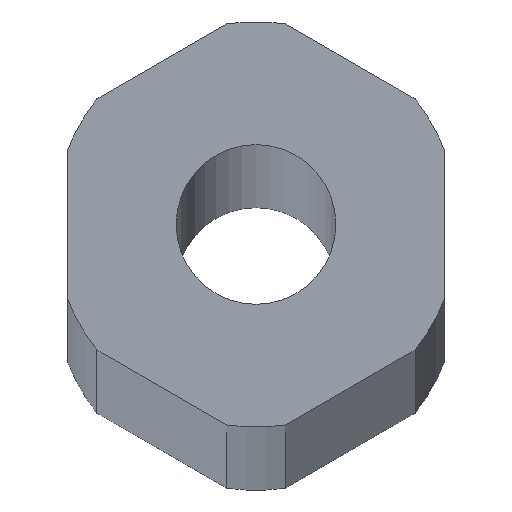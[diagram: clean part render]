
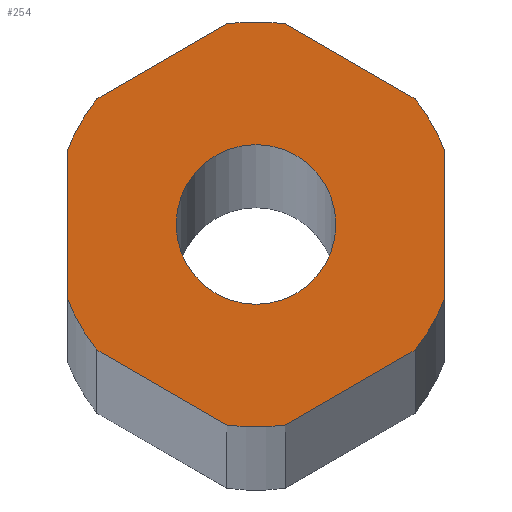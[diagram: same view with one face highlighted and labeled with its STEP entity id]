
A CAD part, top view. The second image highlights one B-rep face of the part: STEP entity #254.
In plain terms, the highlighted planar face has unit normal (0, 0, 1).
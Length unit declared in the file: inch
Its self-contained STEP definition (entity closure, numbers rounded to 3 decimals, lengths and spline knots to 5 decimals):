
#1 = CARTESIAN_POINT ( 'NONE',  ( -0.0795, 0., 18. ) ) ;
#2 = VERTEX_POINT ( 'NONE', #590 ) ;
#12 = EDGE_CURVE ( 'NONE', #229, #2, #533, .T. ) ;
#16 = CARTESIAN_POINT ( 'NONE',  ( 0.09375, -0.16238, 18. ) ) ;
#27 = DIRECTION ( 'NONE',  ( 1., 0., 0. ) ) ;
#39 = CARTESIAN_POINT ( 'NONE',  ( 0.0292, -0.19965, 18. ) ) ;
#43 = EDGE_LOOP ( 'NONE', ( #134, #482 ) ) ;
#44 = AXIS2_PLACEMENT_3D ( 'NONE', #322, #99, #278 ) ;
#49 = ORIENTED_EDGE ( 'NONE', *, *, #12, .T. ) ;
#50 = EDGE_CURVE ( 'NONE', #302, #229, #463, .T. ) ;
#62 = DIRECTION ( 'NONE',  ( 0., 0., 1. ) ) ;
#63 = DIRECTION ( 'NONE',  ( 0., 0., 1. ) ) ;
#67 = DIRECTION ( 'NONE',  ( 1., 0., 0. ) ) ;
#76 = LINE ( 'NONE', #434, #460 ) ;
#77 = EDGE_CURVE ( 'NONE', #178, #146, #76, .T. ) ;
#78 = CARTESIAN_POINT ( 'NONE',  ( -0.1875, 0., 18. ) ) ;
#82 = FACE_BOUND ( 'NONE', #43, .T. ) ;
#87 = VERTEX_POINT ( 'NONE', #258 ) ;
#89 = FACE_OUTER_BOUND ( 'NONE', #553, .T. ) ;
#99 = DIRECTION ( 'NONE',  ( 0., 0., 1. ) ) ;
#101 = DIRECTION ( 'NONE',  ( -0.866, 0.5, 0. ) ) ;
#112 = CIRCLE ( 'NONE', #255, 0.0795 ) ;
#121 = EDGE_CURVE ( 'NONE', #426, #87, #112, .T. ) ;
#124 = ORIENTED_EDGE ( 'NONE', *, *, #439, .T. ) ;
#126 = CARTESIAN_POINT ( 'NONE',  ( 0., 0., 18. ) ) ;
#134 = ORIENTED_EDGE ( 'NONE', *, *, #121, .F. ) ;
#140 = AXIS2_PLACEMENT_3D ( 'NONE', #126, #312, #445 ) ;
#141 = AXIS2_PLACEMENT_3D ( 'NONE', #503, #282, #193 ) ;
#145 = ORIENTED_EDGE ( 'NONE', *, *, #466, .T. ) ;
#146 = VERTEX_POINT ( 'NONE', #156 ) ;
#148 = CARTESIAN_POINT ( 'NONE',  ( 0.1583, -0.12511, 18. ) ) ;
#151 = CIRCLE ( 'NONE', #524, 0.20177 ) ;
#155 = EDGE_CURVE ( 'NONE', #365, #442, #475, .T. ) ;
#156 = CARTESIAN_POINT ( 'NONE',  ( 0.1875, 0.07454, 18. ) ) ;
#165 = DIRECTION ( 'NONE',  ( 0., 0., 1. ) ) ;
#167 = EDGE_CURVE ( 'NONE', #406, #468, #203, .T. ) ;
#178 = VERTEX_POINT ( 'NONE', #436 ) ;
#186 = EDGE_CURVE ( 'NONE', #468, #365, #381, .T. ) ;
#193 = DIRECTION ( 'NONE',  ( 1., 0., 0. ) ) ;
#196 = ORIENTED_EDGE ( 'NONE', *, *, #209, .T. ) ;
#199 = VECTOR ( 'NONE', #379, 39.37008 ) ;
#201 = DIRECTION ( 'NONE',  ( 1., 0., 0. ) ) ;
#203 = LINE ( 'NONE', #350, #226 ) ;
#209 = EDGE_CURVE ( 'NONE', #398, #406, #324, .T. ) ;
#211 = DIRECTION ( 'NONE',  ( 1., 0., 0. ) ) ;
#226 = VECTOR ( 'NONE', #389, 39.37008 ) ;
#229 = VERTEX_POINT ( 'NONE', #488 ) ;
#241 = ORIENTED_EDGE ( 'NONE', *, *, #391, .T. ) ;
#242 = CARTESIAN_POINT ( 'NONE',  ( 0.09375, 0.16238, 18. ) ) ;
#249 = DIRECTION ( 'NONE',  ( 0., 1., 0. ) ) ;
#254 = ADVANCED_FACE ( 'NONE', ( #82, #89 ), #579, .T. ) ;
#255 = AXIS2_PLACEMENT_3D ( 'NONE', #300, #432, #211 ) ;
#258 = CARTESIAN_POINT ( 'NONE',  ( 0.0795, 0., 18. ) ) ;
#259 = ORIENTED_EDGE ( 'NONE', *, *, #77, .T. ) ;
#262 = CARTESIAN_POINT ( 'NONE',  ( -0.0292, 0.19965, 18. ) ) ;
#264 = ORIENTED_EDGE ( 'NONE', *, *, #155, .T. ) ;
#265 = CIRCLE ( 'NONE', #44, 0.20177 ) ;
#275 = LINE ( 'NONE', #242, #473 ) ;
#278 = DIRECTION ( 'NONE',  ( 1., 0., 0. ) ) ;
#280 = CARTESIAN_POINT ( 'NONE',  ( -0.1583, -0.12511, 18. ) ) ;
#282 = DIRECTION ( 'NONE',  ( 0., 0., 1. ) ) ;
#283 = VECTOR ( 'NONE', #386, 39.37008 ) ;
#290 = DIRECTION ( 'NONE',  ( 1., 0., 0. ) ) ;
#291 = DIRECTION ( 'NONE',  ( 1., 0., 0. ) ) ;
#300 = CARTESIAN_POINT ( 'NONE',  ( 0., 0., 18. ) ) ;
#302 = VERTEX_POINT ( 'NONE', #262 ) ;
#312 = DIRECTION ( 'NONE',  ( 0., 0., 1. ) ) ;
#316 = CARTESIAN_POINT ( 'NONE',  ( 0., 0., 18. ) ) ;
#322 = CARTESIAN_POINT ( 'NONE',  ( 0., 0., 18. ) ) ;
#324 = CIRCLE ( 'NONE', #419, 0.20177 ) ;
#325 = CARTESIAN_POINT ( 'NONE',  ( -0.1875, -0.07454, 18. ) ) ;
#335 = ORIENTED_EDGE ( 'NONE', *, *, #552, .T. ) ;
#346 = CARTESIAN_POINT ( 'NONE',  ( 0., 0., 18. ) ) ;
#348 = EDGE_CURVE ( 'NONE', #2, #398, #575, .T. ) ;
#350 = CARTESIAN_POINT ( 'NONE',  ( -0.09375, -0.16238, 18. ) ) ;
#357 = DIRECTION ( 'NONE',  ( 0., -1., 0. ) ) ;
#362 = EDGE_CURVE ( 'NONE', #87, #426, #516, .T. ) ;
#365 = VERTEX_POINT ( 'NONE', #39 ) ;
#369 = CARTESIAN_POINT ( 'NONE',  ( -0.0292, -0.19965, 18. ) ) ;
#373 = CIRCLE ( 'NONE', #141, 0.20177 ) ;
#374 = CARTESIAN_POINT ( 'NONE',  ( 0.0292, 0.19965, 18. ) ) ;
#377 = DIRECTION ( 'NONE',  ( 0., 0., 1. ) ) ;
#379 = DIRECTION ( 'NONE',  ( -0.866, -0.5, 0. ) ) ;
#381 = CIRCLE ( 'NONE', #584, 0.20177 ) ;
#386 = DIRECTION ( 'NONE',  ( 0.866, 0.5, 0. ) ) ;
#389 = DIRECTION ( 'NONE',  ( 0.866, -0.5, 0. ) ) ;
#391 = EDGE_CURVE ( 'NONE', #532, #302, #265, .T. ) ;
#397 = DIRECTION ( 'NONE',  ( 0., 0., 1. ) ) ;
#398 = VERTEX_POINT ( 'NONE', #325 ) ;
#406 = VERTEX_POINT ( 'NONE', #280 ) ;
#419 = AXIS2_PLACEMENT_3D ( 'NONE', #567, #165, #201 ) ;
#424 = CARTESIAN_POINT ( 'NONE',  ( -0.09375, 0.16238, 18. ) ) ;
#426 = VERTEX_POINT ( 'NONE', #1 ) ;
#432 = DIRECTION ( 'NONE',  ( 0., 0., 1. ) ) ;
#434 = CARTESIAN_POINT ( 'NONE',  ( 0.1875, 0., 18. ) ) ;
#436 = CARTESIAN_POINT ( 'NONE',  ( 0.1875, -0.07454, 18. ) ) ;
#439 = EDGE_CURVE ( 'NONE', #573, #532, #275, .T. ) ;
#442 = VERTEX_POINT ( 'NONE', #148 ) ;
#445 = DIRECTION ( 'NONE',  ( 1., 0., 0. ) ) ;
#460 = VECTOR ( 'NONE', #249, 39.37008 ) ;
#463 = LINE ( 'NONE', #424, #199 ) ;
#466 = EDGE_CURVE ( 'NONE', #442, #178, #373, .T. ) ;
#468 = VERTEX_POINT ( 'NONE', #369 ) ;
#473 = VECTOR ( 'NONE', #101, 39.37008 ) ;
#475 = LINE ( 'NONE', #16, #283 ) ;
#480 = AXIS2_PLACEMENT_3D ( 'NONE', #556, #377, #291 ) ;
#482 = ORIENTED_EDGE ( 'NONE', *, *, #362, .F. ) ;
#488 = CARTESIAN_POINT ( 'NONE',  ( -0.1583, 0.12511, 18. ) ) ;
#489 = ORIENTED_EDGE ( 'NONE', *, *, #50, .T. ) ;
#495 = ORIENTED_EDGE ( 'NONE', *, *, #348, .T. ) ;
#502 = ORIENTED_EDGE ( 'NONE', *, *, #167, .T. ) ;
#503 = CARTESIAN_POINT ( 'NONE',  ( 0., 0., 18. ) ) ;
#516 = CIRCLE ( 'NONE', #140, 0.0795 ) ;
#523 = AXIS2_PLACEMENT_3D ( 'NONE', #316, #397, #27 ) ;
#524 = AXIS2_PLACEMENT_3D ( 'NONE', #346, #62, #290 ) ;
#532 = VERTEX_POINT ( 'NONE', #374 ) ;
#533 = CIRCLE ( 'NONE', #480, 0.20177 ) ;
#536 = ORIENTED_EDGE ( 'NONE', *, *, #186, .T. ) ;
#543 = VECTOR ( 'NONE', #357, 39.37008 ) ;
#552 = EDGE_CURVE ( 'NONE', #146, #573, #151, .T. ) ;
#553 = EDGE_LOOP ( 'NONE', ( #259, #335, #124, #241, #489, #49, #495, #196, #502, #536, #264, #145 ) ) ;
#556 = CARTESIAN_POINT ( 'NONE',  ( 0., 0., 18. ) ) ;
#564 = CARTESIAN_POINT ( 'NONE',  ( 0., 0., 18. ) ) ;
#566 = CARTESIAN_POINT ( 'NONE',  ( 0.1583, 0.12511, 18. ) ) ;
#567 = CARTESIAN_POINT ( 'NONE',  ( 0., 0., 18. ) ) ;
#573 = VERTEX_POINT ( 'NONE', #566 ) ;
#575 = LINE ( 'NONE', #78, #543 ) ;
#579 = PLANE ( 'NONE',  #523 ) ;
#584 = AXIS2_PLACEMENT_3D ( 'NONE', #564, #63, #67 ) ;
#590 = CARTESIAN_POINT ( 'NONE',  ( -0.1875, 0.07454, 18. ) ) ;
